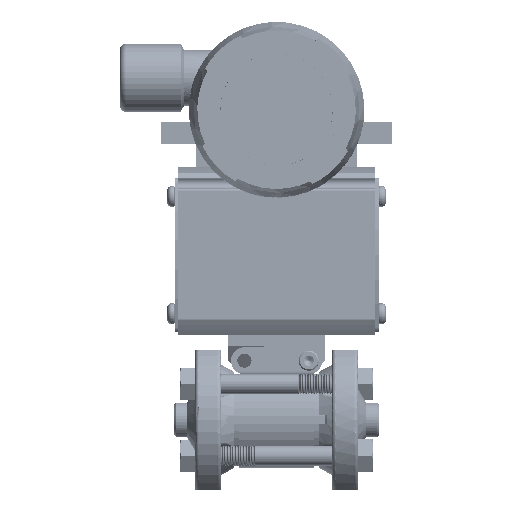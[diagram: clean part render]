
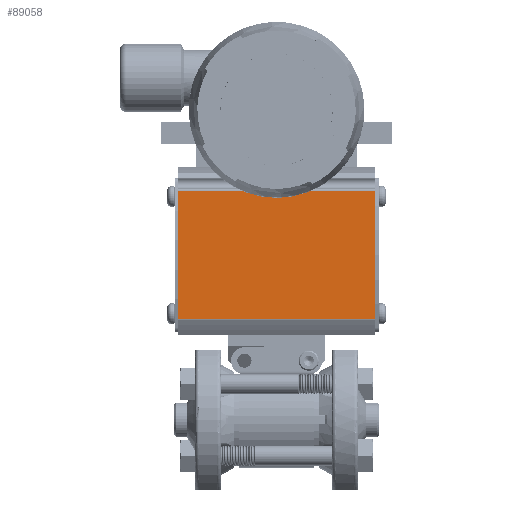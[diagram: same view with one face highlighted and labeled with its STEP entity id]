
A CAD part, top view. The second image highlights one B-rep face of the part: STEP entity #89058.
In plain terms, the highlighted planar face has unit normal (0, 0, 1).
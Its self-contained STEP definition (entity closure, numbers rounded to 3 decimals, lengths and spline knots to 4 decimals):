
#5537 = CARTESIAN_POINT ( 'NONE',  ( -5.0403, 1.5679, 1.17 ) ) ;
#7552 = CARTESIAN_POINT ( 'NONE',  ( 1.5275, 3.5694, 1.17 ) ) ;
#14145 = CARTESIAN_POINT ( 'NONE',  ( -1.5275, 3.5694, 1.17 ) ) ;
#17543 = AXIS2_PLACEMENT_3D ( 'NONE', #100749, #26841, #113076 ) ;
#18292 = CARTESIAN_POINT ( 'NONE',  ( 1.5275, 1.5679, 1.17 ) ) ;
#19735 = VERTEX_POINT ( 'NONE', #87126 ) ;
#24419 = VECTOR ( 'NONE', #30325, 39.3701 ) ;
#26841 = DIRECTION ( 'NONE',  ( 0., 0., -1. ) ) ;
#30325 = DIRECTION ( 'NONE',  ( 1., 0., 0. ) ) ;
#31290 = CARTESIAN_POINT ( 'NONE',  ( -1.5275, 3.5621, 1.17 ) ) ;
#38746 = EDGE_LOOP ( 'NONE', ( #81333, #128076, #70734, #53121 ) ) ;
#47406 = EDGE_CURVE ( 'NONE', #19735, #148931, #156051, .T. ) ;
#50333 = DIRECTION ( 'NONE',  ( -1., 0., 0. ) ) ;
#52982 = CARTESIAN_POINT ( 'NONE',  ( -1.5275, 1.5679, 1.17 ) ) ;
#53121 = ORIENTED_EDGE ( 'NONE', *, *, #59403, .T. ) ;
#59403 = EDGE_CURVE ( 'NONE', #127106, #97353, #93912, .T. ) ;
#70734 = ORIENTED_EDGE ( 'NONE', *, *, #143683, .F. ) ;
#74402 = VECTOR ( 'NONE', #130929, 39.3701 ) ;
#75351 = PLANE ( 'NONE',  #17543 ) ;
#76493 = LINE ( 'NONE', #14145, #138143 ) ;
#81333 = ORIENTED_EDGE ( 'NONE', *, *, #114427, .F. ) ;
#87126 = CARTESIAN_POINT ( 'NONE',  ( 1.5275, 3.5621, 1.17 ) ) ;
#89058 = ADVANCED_FACE ( 'NONE', ( #111390 ), #75351, .F. ) ;
#93912 = LINE ( 'NONE', #5537, #24419 ) ;
#97353 = VERTEX_POINT ( 'NONE', #18292 ) ;
#100447 = DIRECTION ( 'NONE',  ( 0., 1., 0. ) ) ;
#100749 = CARTESIAN_POINT ( 'NONE',  ( -5.0403, 3.5694, 1.17 ) ) ;
#101113 = CARTESIAN_POINT ( 'NONE',  ( -5.0403, 3.5621, 1.17 ) ) ;
#107240 = LINE ( 'NONE', #7552, #74402 ) ;
#111390 = FACE_OUTER_BOUND ( 'NONE', #38746, .T. ) ;
#113076 = DIRECTION ( 'NONE',  ( 0., -1., 0. ) ) ;
#114427 = EDGE_CURVE ( 'NONE', #19735, #97353, #107240, .T. ) ;
#127106 = VERTEX_POINT ( 'NONE', #52982 ) ;
#128076 = ORIENTED_EDGE ( 'NONE', *, *, #47406, .T. ) ;
#130929 = DIRECTION ( 'NONE',  ( 0., -1., 0. ) ) ;
#138143 = VECTOR ( 'NONE', #100447, 39.3701 ) ;
#143683 = EDGE_CURVE ( 'NONE', #127106, #148931, #76493, .T. ) ;
#148931 = VERTEX_POINT ( 'NONE', #31290 ) ;
#152159 = VECTOR ( 'NONE', #50333, 39.3701 ) ;
#156051 = LINE ( 'NONE', #101113, #152159 ) ;
